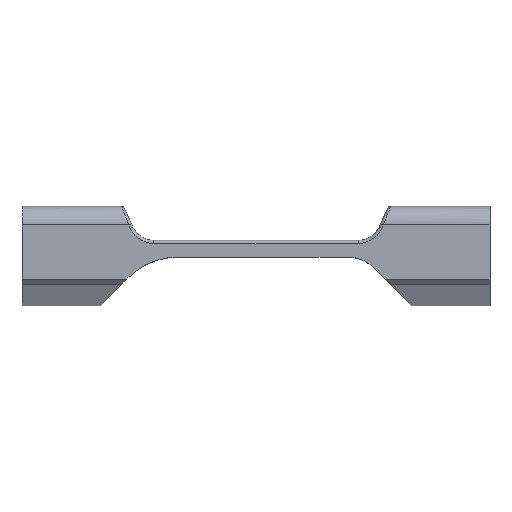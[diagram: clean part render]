
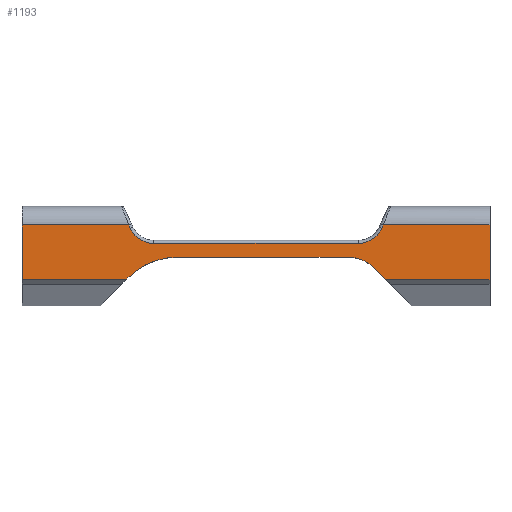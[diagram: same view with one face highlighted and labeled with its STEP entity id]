
A CAD part, front view. The second image highlights one B-rep face of the part: STEP entity #1193.
In plain terms, the highlighted planar face has unit normal (0, -1, 0).
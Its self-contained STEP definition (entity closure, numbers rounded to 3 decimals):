
#121=CARTESIAN_POINT('',(6.644,-5.7,20.966));
#122=VERTEX_POINT('',#121);
#130=CARTESIAN_POINT('',(14.434,-5.7,20.966));
#131=VERTEX_POINT('',#130);
#138=CARTESIAN_POINT('',(6.644,-5.7,20.966));
#139=DIRECTION('',(1.,0.,-0.));
#140=VECTOR('',#139,7.79);
#141=LINE('',#138,#140);
#142=EDGE_CURVE('',#122,#131,#141,.T.);
#465=CARTESIAN_POINT('',(-20.566,-5.7,20.966));
#466=VERTEX_POINT('',#465);
#473=CARTESIAN_POINT('',(-20.566,-5.7,25.058));
#474=VERTEX_POINT('',#473);
#475=CARTESIAN_POINT('',(-20.566,-5.7,20.966));
#476=DIRECTION('',(0.,0.,1.));
#477=VECTOR('',#476,4.093);
#478=LINE('',#475,#477);
#479=EDGE_CURVE('',#466,#474,#478,.T.);
#739=CARTESIAN_POINT('',(14.434,-5.7,25.058));
#740=VERTEX_POINT('',#739);
#748=CARTESIAN_POINT('',(14.434,-5.7,20.966));
#749=DIRECTION('',(0.,0.,1.));
#750=VECTOR('',#749,4.093);
#751=LINE('',#748,#750);
#752=EDGE_CURVE('',#131,#740,#751,.T.);
#1079=CARTESIAN_POINT('',(14.434,-5.7,20.421));
#1080=DIRECTION('',(0.,1.,-0.));
#1081=DIRECTION('',(0.,0.,1.));
#1082=AXIS2_PLACEMENT_3D('',#1079,#1080,#1081);
#1083=PLANE('',#1082);
#1084=CARTESIAN_POINT('',(-12.775,-5.7,20.966));
#1085=VERTEX_POINT('',#1084);
#1086=CARTESIAN_POINT('',(-12.64,-5.7,21.103));
#1087=VERTEX_POINT('',#1086);
#1088=CARTESIAN_POINT('',(-12.775,-5.7,20.966));
#1089=DIRECTION('',(0.702,0.,0.712));
#1090=VECTOR('',#1089,0.193);
#1091=LINE('',#1088,#1090);
#1092=EDGE_CURVE('',#1085,#1087,#1091,.T.);
#1093=ORIENTED_EDGE('',*,*,#1092,.T.);
#1094=CARTESIAN_POINT('',(-8.942,-5.7,22.65));
#1095=VERTEX_POINT('',#1094);
#1096=CARTESIAN_POINT('',(-8.942,-5.7,17.456));
#1097=DIRECTION('',(0.,1.,-0.));
#1098=DIRECTION('',(0.,0.,1.));
#1099=AXIS2_PLACEMENT_3D('',#1096,#1097,#1098);
#1100=CIRCLE('',#1099,5.194);
#1101=EDGE_CURVE('',#1087,#1095,#1100,.T.);
#1102=ORIENTED_EDGE('',*,*,#1101,.T.);
#1103=CARTESIAN_POINT('',(3.823,-5.7,22.65));
#1104=VERTEX_POINT('',#1103);
#1105=CARTESIAN_POINT('',(-8.942,-5.7,22.65));
#1106=DIRECTION('',(1.,0.,-0.));
#1107=VECTOR('',#1106,12.765);
#1108=LINE('',#1105,#1107);
#1109=EDGE_CURVE('',#1095,#1104,#1108,.T.);
#1110=ORIENTED_EDGE('',*,*,#1109,.T.);
#1111=CARTESIAN_POINT('',(5.797,-5.7,21.824));
#1112=VERTEX_POINT('',#1111);
#1113=CARTESIAN_POINT('',(3.823,-5.7,19.877));
#1114=DIRECTION('',(0.,1.,-0.));
#1115=DIRECTION('',(0.,0.,1.));
#1116=AXIS2_PLACEMENT_3D('',#1113,#1114,#1115);
#1117=CIRCLE('',#1116,2.773);
#1118=EDGE_CURVE('',#1104,#1112,#1117,.T.);
#1119=ORIENTED_EDGE('',*,*,#1118,.T.);
#1120=CARTESIAN_POINT('',(5.797,-5.7,21.824));
#1121=DIRECTION('',(0.702,-0.,-0.712));
#1122=VECTOR('',#1121,1.206);
#1123=LINE('',#1120,#1122);
#1124=EDGE_CURVE('',#1112,#122,#1123,.T.);
#1125=ORIENTED_EDGE('',*,*,#1124,.T.);
#1126=ORIENTED_EDGE('',*,*,#142,.T.);
#1127=ORIENTED_EDGE('',*,*,#752,.T.);
#1128=CARTESIAN_POINT('',(6.456,-5.7,25.058));
#1129=VERTEX_POINT('',#1128);
#1130=CARTESIAN_POINT('',(14.434,-5.7,25.058));
#1131=DIRECTION('',(-1.,0.,0.));
#1132=VECTOR('',#1131,7.979);
#1133=LINE('',#1130,#1132);
#1134=EDGE_CURVE('',#740,#1129,#1133,.T.);
#1135=ORIENTED_EDGE('',*,*,#1134,.T.);
#1136=CARTESIAN_POINT('',(6.338,-5.7,24.806));
#1137=VERTEX_POINT('',#1136);
#1138=CARTESIAN_POINT('',(6.456,-5.7,25.058));
#1139=DIRECTION('',(-0.423,-0.,-0.906));
#1140=VECTOR('',#1139,0.278);
#1141=LINE('',#1138,#1140);
#1142=EDGE_CURVE('',#1129,#1137,#1141,.T.);
#1143=ORIENTED_EDGE('',*,*,#1142,.T.);
#1144=CARTESIAN_POINT('',(4.578,-5.7,23.685));
#1145=VERTEX_POINT('',#1144);
#1146=CARTESIAN_POINT('',(4.578,-5.7,25.627));
#1147=DIRECTION('',(0.,1.,-0.));
#1148=DIRECTION('',(0.,0.,1.));
#1149=AXIS2_PLACEMENT_3D('',#1146,#1147,#1148);
#1150=CIRCLE('',#1149,1.943);
#1151=EDGE_CURVE('',#1137,#1145,#1150,.T.);
#1152=ORIENTED_EDGE('',*,*,#1151,.T.);
#1153=CARTESIAN_POINT('',(-10.709,-5.7,23.685));
#1154=VERTEX_POINT('',#1153);
#1155=CARTESIAN_POINT('',(4.578,-5.7,23.685));
#1156=DIRECTION('',(-1.,0.,0.));
#1157=VECTOR('',#1156,15.287);
#1158=LINE('',#1155,#1157);
#1159=EDGE_CURVE('',#1145,#1154,#1158,.T.);
#1160=ORIENTED_EDGE('',*,*,#1159,.T.);
#1161=CARTESIAN_POINT('',(-12.47,-5.7,24.806));
#1162=VERTEX_POINT('',#1161);
#1163=CARTESIAN_POINT('',(-10.709,-5.7,25.627));
#1164=DIRECTION('',(0.,1.,-0.));
#1165=DIRECTION('',(0.,0.,1.));
#1166=AXIS2_PLACEMENT_3D('',#1163,#1164,#1165);
#1167=CIRCLE('',#1166,1.943);
#1168=EDGE_CURVE('',#1154,#1162,#1167,.T.);
#1169=ORIENTED_EDGE('',*,*,#1168,.T.);
#1170=CARTESIAN_POINT('',(-12.587,-5.7,25.058));
#1171=VERTEX_POINT('',#1170);
#1172=CARTESIAN_POINT('',(-12.47,-5.7,24.806));
#1173=DIRECTION('',(-0.423,0.,0.906));
#1174=VECTOR('',#1173,0.278);
#1175=LINE('',#1172,#1174);
#1176=EDGE_CURVE('',#1162,#1171,#1175,.T.);
#1177=ORIENTED_EDGE('',*,*,#1176,.T.);
#1178=CARTESIAN_POINT('',(-12.587,-5.7,25.058));
#1179=DIRECTION('',(-1.,0.,0.));
#1180=VECTOR('',#1179,7.979);
#1181=LINE('',#1178,#1180);
#1182=EDGE_CURVE('',#1171,#474,#1181,.T.);
#1183=ORIENTED_EDGE('',*,*,#1182,.T.);
#1184=ORIENTED_EDGE('',*,*,#479,.F.);
#1185=CARTESIAN_POINT('',(-20.566,-5.7,20.966));
#1186=DIRECTION('',(1.,0.,-0.));
#1187=VECTOR('',#1186,7.79);
#1188=LINE('',#1185,#1187);
#1189=EDGE_CURVE('',#466,#1085,#1188,.T.);
#1190=ORIENTED_EDGE('',*,*,#1189,.T.);
#1191=EDGE_LOOP('',(#1093,#1102,#1110,#1119,#1125,#1126,#1127,#1135,#1143,#1152,#1160,#1169,#1177,#1183,#1184,#1190));
#1192=FACE_BOUND('',#1191,.T.);
#1193=ADVANCED_FACE('',(#1192),#1083,.F.);
